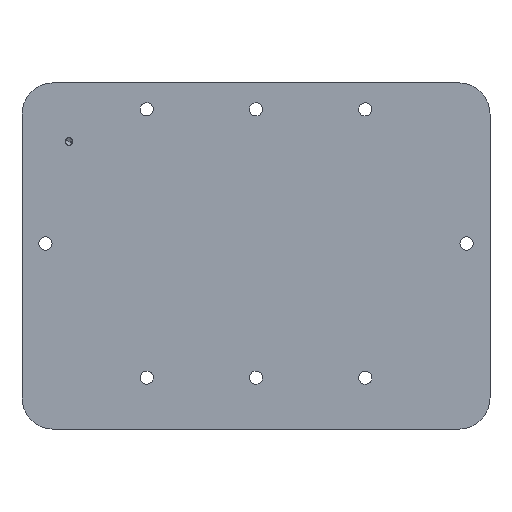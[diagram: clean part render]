
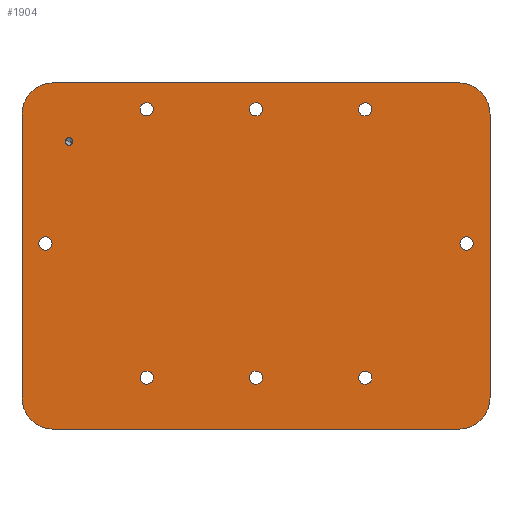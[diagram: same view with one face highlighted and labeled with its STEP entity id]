
A CAD part, front view. The second image highlights one B-rep face of the part: STEP entity #1904.
In plain terms, the highlighted planar face has unit normal (0, -1, 0).
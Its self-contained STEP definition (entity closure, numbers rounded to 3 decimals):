
#1701=AXIS2_PLACEMENT_3D('Plane Axis2P3D',#1698,#1699,#1700) ;
#1705=AXIS2_PLACEMENT_3D('Circle Axis2P3D',#1703,#1704,$) ;
#1710=AXIS2_PLACEMENT_3D('Circle Axis2P3D',#1708,#1709,$) ;
#1724=AXIS2_PLACEMENT_3D('Circle Axis2P3D',#1722,#1723,$) ;
#1729=AXIS2_PLACEMENT_3D('Circle Axis2P3D',#1727,#1728,$) ;
#1744=AXIS2_PLACEMENT_3D('Circle Axis2P3D',#1742,#1743,$) ;
#1753=AXIS2_PLACEMENT_3D('Circle Axis2P3D',#1751,#1752,$) ;
#1762=AXIS2_PLACEMENT_3D('Circle Axis2P3D',#1760,#1761,$) ;
#1771=AXIS2_PLACEMENT_3D('Circle Axis2P3D',#1769,#1770,$) ;
#1780=AXIS2_PLACEMENT_3D('Circle Axis2P3D',#1778,#1779,$) ;
#1789=AXIS2_PLACEMENT_3D('Circle Axis2P3D',#1787,#1788,$) ;
#1798=AXIS2_PLACEMENT_3D('Circle Axis2P3D',#1796,#1797,$) ;
#1807=AXIS2_PLACEMENT_3D('Circle Axis2P3D',#1805,#1806,$) ;
#1816=AXIS2_PLACEMENT_3D('Circle Axis2P3D',#1814,#1815,$) ;
#1825=AXIS2_PLACEMENT_3D('Circle Axis2P3D',#1823,#1824,$) ;
#1834=AXIS2_PLACEMENT_3D('Circle Axis2P3D',#1832,#1833,$) ;
#1843=AXIS2_PLACEMENT_3D('Circle Axis2P3D',#1841,#1842,$) ;
#1852=AXIS2_PLACEMENT_3D('Circle Axis2P3D',#1850,#1851,$) ;
#1861=AXIS2_PLACEMENT_3D('Circle Axis2P3D',#1859,#1860,$) ;
#1870=AXIS2_PLACEMENT_3D('Circle Axis2P3D',#1868,#1869,$) ;
#1879=AXIS2_PLACEMENT_3D('Circle Axis2P3D',#1877,#1878,$) ;
#1888=AXIS2_PLACEMENT_3D('Circle Axis2P3D',#1886,#1887,$) ;
#1897=AXIS2_PLACEMENT_3D('Circle Axis2P3D',#1895,#1896,$) ;
#1099=CARTESIAN_POINT('Vertex',(-150.,10.,-99.)) ;
#1104=CARTESIAN_POINT('Line Origine',(-150.,10.,-8.)) ;
#1108=CARTESIAN_POINT('Vertex',(-150.,10.,83.)) ;
#1252=CARTESIAN_POINT('Vertex',(150.,10.,83.)) ;
#1257=CARTESIAN_POINT('Line Origine',(150.,10.,-8.)) ;
#1261=CARTESIAN_POINT('Vertex',(150.,10.,-99.)) ;
#1541=CARTESIAN_POINT('Vertex',(130.,10.,-119.)) ;
#1544=CARTESIAN_POINT('Line Origine',(0.,10.,-119.)) ;
#1548=CARTESIAN_POINT('Vertex',(-130.,10.,-119.)) ;
#1698=CARTESIAN_POINT('Axis2P3D Location',(0.,10.,0.)) ;
#1703=CARTESIAN_POINT('Axis2P3D Location',(130.,10.,-99.)) ;
#1708=CARTESIAN_POINT('Axis2P3D Location',(130.,10.,83.)) ;
#1712=CARTESIAN_POINT('Vertex',(130.,10.,103.)) ;
#1715=CARTESIAN_POINT('Line Origine',(0.,10.,103.)) ;
#1719=CARTESIAN_POINT('Vertex',(-130.,10.,103.)) ;
#1722=CARTESIAN_POINT('Axis2P3D Location',(-130.,10.,83.)) ;
#1727=CARTESIAN_POINT('Axis2P3D Location',(-130.,10.,-99.)) ;
#1742=CARTESIAN_POINT('Axis2P3D Location',(70.,10.,86.)) ;
#1746=CARTESIAN_POINT('Vertex',(66.27,10.,83.962)) ;
#1748=CARTESIAN_POINT('Vertex',(73.73,10.,88.038)) ;
#1751=CARTESIAN_POINT('Axis2P3D Location',(70.,10.,86.)) ;
#1760=CARTESIAN_POINT('Axis2P3D Location',(0.,10.,-86.)) ;
#1764=CARTESIAN_POINT('Vertex',(-3.73,10.,-88.038)) ;
#1766=CARTESIAN_POINT('Vertex',(3.73,10.,-83.962)) ;
#1769=CARTESIAN_POINT('Axis2P3D Location',(0.,10.,-86.)) ;
#1778=CARTESIAN_POINT('Axis2P3D Location',(70.,10.,-86.)) ;
#1782=CARTESIAN_POINT('Vertex',(66.27,10.,-88.038)) ;
#1784=CARTESIAN_POINT('Vertex',(73.73,10.,-83.962)) ;
#1787=CARTESIAN_POINT('Axis2P3D Location',(70.,10.,-86.)) ;
#1796=CARTESIAN_POINT('Axis2P3D Location',(-70.,10.,86.)) ;
#1800=CARTESIAN_POINT('Vertex',(-73.73,10.,83.962)) ;
#1802=CARTESIAN_POINT('Vertex',(-66.27,10.,88.038)) ;
#1805=CARTESIAN_POINT('Axis2P3D Location',(-70.,10.,86.)) ;
#1814=CARTESIAN_POINT('Axis2P3D Location',(0.,10.,86.)) ;
#1818=CARTESIAN_POINT('Vertex',(-3.73,10.,83.962)) ;
#1820=CARTESIAN_POINT('Vertex',(3.73,10.,88.038)) ;
#1823=CARTESIAN_POINT('Axis2P3D Location',(0.,10.,86.)) ;
#1832=CARTESIAN_POINT('Axis2P3D Location',(-135.,10.,0.)) ;
#1836=CARTESIAN_POINT('Vertex',(-130.75,10.,0.)) ;
#1838=CARTESIAN_POINT('Vertex',(-139.25,10.,0.)) ;
#1841=CARTESIAN_POINT('Axis2P3D Location',(-135.,10.,0.)) ;
#1850=CARTESIAN_POINT('Axis2P3D Location',(-70.,10.,-86.)) ;
#1854=CARTESIAN_POINT('Vertex',(-66.27,10.,-83.962)) ;
#1856=CARTESIAN_POINT('Vertex',(-73.73,10.,-88.038)) ;
#1859=CARTESIAN_POINT('Axis2P3D Location',(-70.,10.,-86.)) ;
#1868=CARTESIAN_POINT('Axis2P3D Location',(-119.9,10.,65.4)) ;
#1872=CARTESIAN_POINT('Vertex',(-122.094,10.,66.599)) ;
#1874=CARTESIAN_POINT('Vertex',(-117.706,10.,64.201)) ;
#1877=CARTESIAN_POINT('Axis2P3D Location',(-119.9,10.,65.4)) ;
#1886=CARTESIAN_POINT('Axis2P3D Location',(135.,10.,0.)) ;
#1890=CARTESIAN_POINT('Vertex',(130.75,10.,0.)) ;
#1892=CARTESIAN_POINT('Vertex',(139.25,10.,0.)) ;
#1895=CARTESIAN_POINT('Axis2P3D Location',(135.,10.,0.)) ;
#1105=DIRECTION('Vector Direction',(0.,0.,-1.)) ;
#1258=DIRECTION('Vector Direction',(0.,0.,1.)) ;
#1545=DIRECTION('Vector Direction',(-1.,0.,0.)) ;
#1699=DIRECTION('Axis2P3D Direction',(0.,1.,-0.)) ;
#1700=DIRECTION('Axis2P3D XDirection',(-1.,0.,0.)) ;
#1704=DIRECTION('Axis2P3D Direction',(0.,1.,-0.)) ;
#1709=DIRECTION('Axis2P3D Direction',(0.,1.,-0.)) ;
#1716=DIRECTION('Vector Direction',(1.,0.,0.)) ;
#1723=DIRECTION('Axis2P3D Direction',(0.,1.,-0.)) ;
#1728=DIRECTION('Axis2P3D Direction',(0.,1.,-0.)) ;
#1743=DIRECTION('Axis2P3D Direction',(0.,1.,-0.)) ;
#1752=DIRECTION('Axis2P3D Direction',(0.,1.,-0.)) ;
#1761=DIRECTION('Axis2P3D Direction',(0.,1.,-0.)) ;
#1770=DIRECTION('Axis2P3D Direction',(0.,1.,-0.)) ;
#1779=DIRECTION('Axis2P3D Direction',(0.,1.,-0.)) ;
#1788=DIRECTION('Axis2P3D Direction',(0.,1.,-0.)) ;
#1797=DIRECTION('Axis2P3D Direction',(0.,1.,-0.)) ;
#1806=DIRECTION('Axis2P3D Direction',(0.,1.,-0.)) ;
#1815=DIRECTION('Axis2P3D Direction',(0.,1.,-0.)) ;
#1824=DIRECTION('Axis2P3D Direction',(0.,1.,-0.)) ;
#1833=DIRECTION('Axis2P3D Direction',(0.,1.,-0.)) ;
#1842=DIRECTION('Axis2P3D Direction',(0.,1.,-0.)) ;
#1851=DIRECTION('Axis2P3D Direction',(0.,1.,-0.)) ;
#1860=DIRECTION('Axis2P3D Direction',(0.,1.,-0.)) ;
#1869=DIRECTION('Axis2P3D Direction',(0.,1.,-0.)) ;
#1878=DIRECTION('Axis2P3D Direction',(0.,1.,-0.)) ;
#1887=DIRECTION('Axis2P3D Direction',(0.,1.,-0.)) ;
#1896=DIRECTION('Axis2P3D Direction',(0.,1.,-0.)) ;
#1106=VECTOR('Line Direction',#1105,1.) ;
#1259=VECTOR('Line Direction',#1258,1.) ;
#1546=VECTOR('Line Direction',#1545,1.) ;
#1717=VECTOR('Line Direction',#1716,1.) ;
#1733=ORIENTED_EDGE('',*,*,#1707,.F.) ;
#1734=ORIENTED_EDGE('',*,*,#1263,.F.) ;
#1735=ORIENTED_EDGE('',*,*,#1714,.F.) ;
#1736=ORIENTED_EDGE('',*,*,#1721,.F.) ;
#1737=ORIENTED_EDGE('',*,*,#1726,.F.) ;
#1738=ORIENTED_EDGE('',*,*,#1110,.F.) ;
#1739=ORIENTED_EDGE('',*,*,#1731,.F.) ;
#1740=ORIENTED_EDGE('',*,*,#1550,.F.) ;
#1757=ORIENTED_EDGE('',*,*,#1750,.T.) ;
#1758=ORIENTED_EDGE('',*,*,#1755,.T.) ;
#1775=ORIENTED_EDGE('',*,*,#1768,.T.) ;
#1776=ORIENTED_EDGE('',*,*,#1773,.T.) ;
#1793=ORIENTED_EDGE('',*,*,#1786,.T.) ;
#1794=ORIENTED_EDGE('',*,*,#1791,.T.) ;
#1811=ORIENTED_EDGE('',*,*,#1804,.T.) ;
#1812=ORIENTED_EDGE('',*,*,#1809,.T.) ;
#1829=ORIENTED_EDGE('',*,*,#1822,.T.) ;
#1830=ORIENTED_EDGE('',*,*,#1827,.T.) ;
#1847=ORIENTED_EDGE('',*,*,#1840,.T.) ;
#1848=ORIENTED_EDGE('',*,*,#1845,.T.) ;
#1865=ORIENTED_EDGE('',*,*,#1858,.T.) ;
#1866=ORIENTED_EDGE('',*,*,#1863,.T.) ;
#1883=ORIENTED_EDGE('',*,*,#1876,.T.) ;
#1884=ORIENTED_EDGE('',*,*,#1881,.T.) ;
#1901=ORIENTED_EDGE('',*,*,#1894,.T.) ;
#1902=ORIENTED_EDGE('',*,*,#1899,.T.) ;
#1759=FACE_BOUND('',#1756,.T.) ;
#1777=FACE_BOUND('',#1774,.T.) ;
#1795=FACE_BOUND('',#1792,.T.) ;
#1813=FACE_BOUND('',#1810,.T.) ;
#1831=FACE_BOUND('',#1828,.T.) ;
#1849=FACE_BOUND('',#1846,.T.) ;
#1867=FACE_BOUND('',#1864,.T.) ;
#1885=FACE_BOUND('',#1882,.T.) ;
#1903=FACE_BOUND('',#1900,.T.) ;
#1904=ADVANCED_FACE('Corps principal',(#1741,#1759,#1777,#1795,#1813,#1831,#1849,#1867,#1885,#1903),#1702,.F.) ;
#1706=CIRCLE('generated circle',#1705,20.) ;
#1711=CIRCLE('generated circle',#1710,20.) ;
#1725=CIRCLE('generated circle',#1724,20.) ;
#1730=CIRCLE('generated circle',#1729,20.) ;
#1745=CIRCLE('generated circle',#1744,4.25) ;
#1754=CIRCLE('generated circle',#1753,4.25) ;
#1763=CIRCLE('generated circle',#1762,4.25) ;
#1772=CIRCLE('generated circle',#1771,4.25) ;
#1781=CIRCLE('generated circle',#1780,4.25) ;
#1790=CIRCLE('generated circle',#1789,4.25) ;
#1799=CIRCLE('generated circle',#1798,4.25) ;
#1808=CIRCLE('generated circle',#1807,4.25) ;
#1817=CIRCLE('generated circle',#1816,4.25) ;
#1826=CIRCLE('generated circle',#1825,4.25) ;
#1835=CIRCLE('generated circle',#1834,4.25) ;
#1844=CIRCLE('generated circle',#1843,4.25) ;
#1853=CIRCLE('generated circle',#1852,4.25) ;
#1862=CIRCLE('generated circle',#1861,4.25) ;
#1871=CIRCLE('generated circle',#1870,2.5) ;
#1880=CIRCLE('generated circle',#1879,2.5) ;
#1889=CIRCLE('generated circle',#1888,4.25) ;
#1898=CIRCLE('generated circle',#1897,4.25) ;
#1110=EDGE_CURVE('',#1100,#1109,#1107,.F.) ;
#1263=EDGE_CURVE('',#1253,#1262,#1260,.F.) ;
#1550=EDGE_CURVE('',#1542,#1549,#1547,.T.) ;
#1707=EDGE_CURVE('',#1262,#1542,#1706,.T.) ;
#1714=EDGE_CURVE('',#1713,#1253,#1711,.T.) ;
#1721=EDGE_CURVE('',#1720,#1713,#1718,.T.) ;
#1726=EDGE_CURVE('',#1109,#1720,#1725,.T.) ;
#1731=EDGE_CURVE('',#1549,#1100,#1730,.T.) ;
#1750=EDGE_CURVE('',#1747,#1749,#1745,.T.) ;
#1755=EDGE_CURVE('',#1749,#1747,#1754,.T.) ;
#1768=EDGE_CURVE('',#1765,#1767,#1763,.T.) ;
#1773=EDGE_CURVE('',#1767,#1765,#1772,.T.) ;
#1786=EDGE_CURVE('',#1783,#1785,#1781,.T.) ;
#1791=EDGE_CURVE('',#1785,#1783,#1790,.T.) ;
#1804=EDGE_CURVE('',#1801,#1803,#1799,.T.) ;
#1809=EDGE_CURVE('',#1803,#1801,#1808,.T.) ;
#1822=EDGE_CURVE('',#1819,#1821,#1817,.T.) ;
#1827=EDGE_CURVE('',#1821,#1819,#1826,.T.) ;
#1840=EDGE_CURVE('',#1837,#1839,#1835,.T.) ;
#1845=EDGE_CURVE('',#1839,#1837,#1844,.T.) ;
#1858=EDGE_CURVE('',#1855,#1857,#1853,.T.) ;
#1863=EDGE_CURVE('',#1857,#1855,#1862,.T.) ;
#1876=EDGE_CURVE('',#1873,#1875,#1871,.T.) ;
#1881=EDGE_CURVE('',#1875,#1873,#1880,.T.) ;
#1894=EDGE_CURVE('',#1891,#1893,#1889,.T.) ;
#1899=EDGE_CURVE('',#1893,#1891,#1898,.T.) ;
#1732=EDGE_LOOP('',(#1733,#1734,#1735,#1736,#1737,#1738,#1739,#1740)) ;
#1756=EDGE_LOOP('',(#1757,#1758)) ;
#1774=EDGE_LOOP('',(#1775,#1776)) ;
#1792=EDGE_LOOP('',(#1793,#1794)) ;
#1810=EDGE_LOOP('',(#1811,#1812)) ;
#1828=EDGE_LOOP('',(#1829,#1830)) ;
#1846=EDGE_LOOP('',(#1847,#1848)) ;
#1864=EDGE_LOOP('',(#1865,#1866)) ;
#1882=EDGE_LOOP('',(#1883,#1884)) ;
#1900=EDGE_LOOP('',(#1901,#1902)) ;
#1741=FACE_OUTER_BOUND('',#1732,.T.) ;
#1107=LINE('Line',#1104,#1106) ;
#1260=LINE('Line',#1257,#1259) ;
#1547=LINE('Line',#1544,#1546) ;
#1718=LINE('Line',#1715,#1717) ;
#1702=PLANE('',#1701) ;
#1100=VERTEX_POINT('',#1099) ;
#1109=VERTEX_POINT('',#1108) ;
#1253=VERTEX_POINT('',#1252) ;
#1262=VERTEX_POINT('',#1261) ;
#1542=VERTEX_POINT('',#1541) ;
#1549=VERTEX_POINT('',#1548) ;
#1713=VERTEX_POINT('',#1712) ;
#1720=VERTEX_POINT('',#1719) ;
#1747=VERTEX_POINT('',#1746) ;
#1749=VERTEX_POINT('',#1748) ;
#1765=VERTEX_POINT('',#1764) ;
#1767=VERTEX_POINT('',#1766) ;
#1783=VERTEX_POINT('',#1782) ;
#1785=VERTEX_POINT('',#1784) ;
#1801=VERTEX_POINT('',#1800) ;
#1803=VERTEX_POINT('',#1802) ;
#1819=VERTEX_POINT('',#1818) ;
#1821=VERTEX_POINT('',#1820) ;
#1837=VERTEX_POINT('',#1836) ;
#1839=VERTEX_POINT('',#1838) ;
#1855=VERTEX_POINT('',#1854) ;
#1857=VERTEX_POINT('',#1856) ;
#1873=VERTEX_POINT('',#1872) ;
#1875=VERTEX_POINT('',#1874) ;
#1891=VERTEX_POINT('',#1890) ;
#1893=VERTEX_POINT('',#1892) ;
